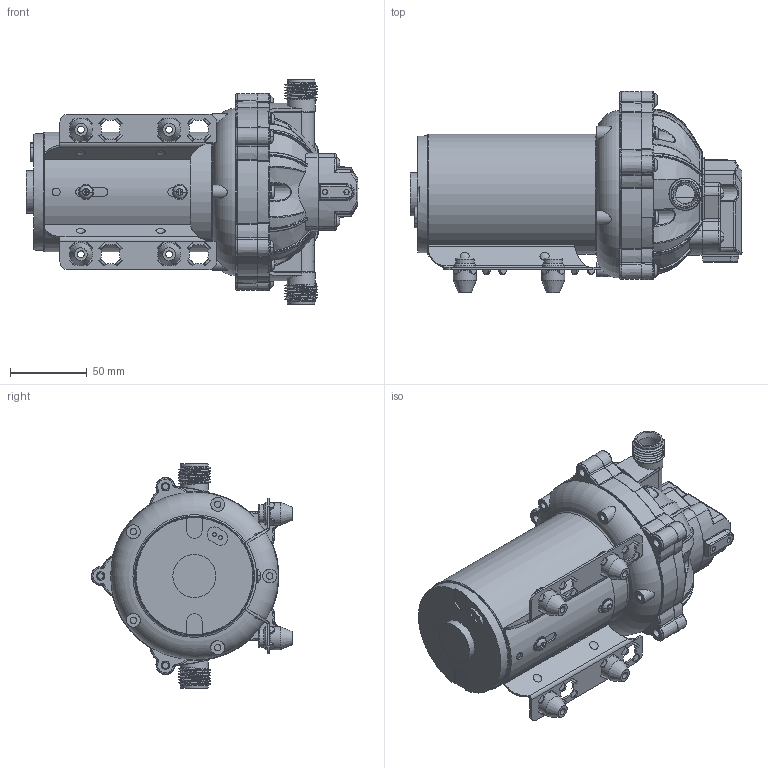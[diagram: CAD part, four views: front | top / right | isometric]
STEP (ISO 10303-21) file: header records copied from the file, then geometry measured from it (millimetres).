
FILE_DESCRIPTION(/* description */ (''),/* implementation_level */ '2;1');
FILE_NAME(/* name */ 'TEX4400-12-24.step',/* time_stamp */ '2022-08-24T00:02:46+02:00',/* author */ (''),/* organization */ (''),/* preprocessor_version */ 'ST-DEVELOPER v19',/* originating_system */ 'Autodesk Translation Framework v11.7.0.108',/* authorisation */ '');
FILE_SCHEMA (('AUTOMOTIVE_DESIGN { 1 0 10303 214 3 1 1 }'));
Length unit declared in the file: millimetre
Products named in the file (22): TEX4400-12V; PUMPE-TEX4400; PUMPE-TEX4400-ASM_ASM_3_ASM_3_ASM; PUMPE-TEX4400_ASM_74__ASM_1_ASM_7_ASM; PUMP-DOWN_ASM_14__ASM_2_ASM_3_ASM; BASE-51_4__1_1; PUMP-TOP-TTI_ASM_3__ASM_1_ASM_6_ASM; 5PUMP-TOP__19__4_5; M5-35_1; M4-20_3; SWITCH-TTI-1_7__ASM_1_ASM_4_ASM; SWITCH-TOP-TTI-2_8__1_2; PRT0007_2__1_3; 3-20_1; MOTORASSY-1_ASM_3_ASM; MOTOR_1__1_1; PWM5-6_1; PRT0003_1; PUMPE-TEX44001_ASM; PUMPE-TEX4400_A_2_ASM; 42; 42_1
Assembly tree (36 placements, depth 6):
  TEX4400-12V
    PUMPE-TEX4400
      PUMPE-TEX4400-ASM_ASM_3_ASM_3_ASM
        PUMPE-TEX4400_ASM_74__ASM_1_ASM_7_ASM
          PUMP-DOWN_ASM_14__ASM_2_ASM_3_ASM
            BASE-51_4__1_1
          PUMP-TOP-TTI_ASM_3__ASM_1_ASM_6_ASM
            5PUMP-TOP__19__4_5
            M5-35_1  x5
            M4-20_3  x5
          SWITCH-TTI-1_7__ASM_1_ASM_4_ASM
            SWITCH-TOP-TTI-2_8__1_2
            PRT0007_2__1_3
            3-20_1  x4
          MOTORASSY-1_ASM_3_ASM
            MOTOR_1__1_1
            PWM5-6_1  x2
            PRT0003_1
      PUMPE-TEX44001_ASM
        PUMPE-TEX4400_A_2_ASM
          42_1  x4
          42
Bounding box: 216 x 131.17 x 146 mm (x, y, z)
Volume: 782183.5 mm3; surface area: 213437.1 mm2
Topology: 27 solids, 27 shells, 2417 faces, 6537 edges, 4257 vertices
Faces by surface type: plane 1084, cylinder 678, bspline 232, cone 230, torus 177, sphere 16
Full cylindrical faces by diameter (mm): 2.5 x3, 2.6 x6, 3.1 x4, 3.4 x7, 3.5 x4, 4 x7, 4.2 x15, 4.5 x4, 5 x7, 5.2 x11, 5.4 x5, 6.1 x1, 6.5 x4, 6.8 x4, 7 x9, 7.5 x5, 8 x1, 8.7 x12, 9 x6, 9.9 x1, 10 x2, 10.8 x1, 12 x5, 12.5 x4, 13.4 x2, 14.95 x8, 16 x1, 17.2 x1, 18.3 x12, 19.5 x1
Entity records: 150497 total; most frequent: CARTESIAN_POINT 97789, ORIENTED_EDGE 11456, DIRECTION 10496, EDGE_CURVE 5728, AXIS2_PLACEMENT_3D 4062, VERTEX_POINT 3735, LINE 2372, VECTOR 2372
